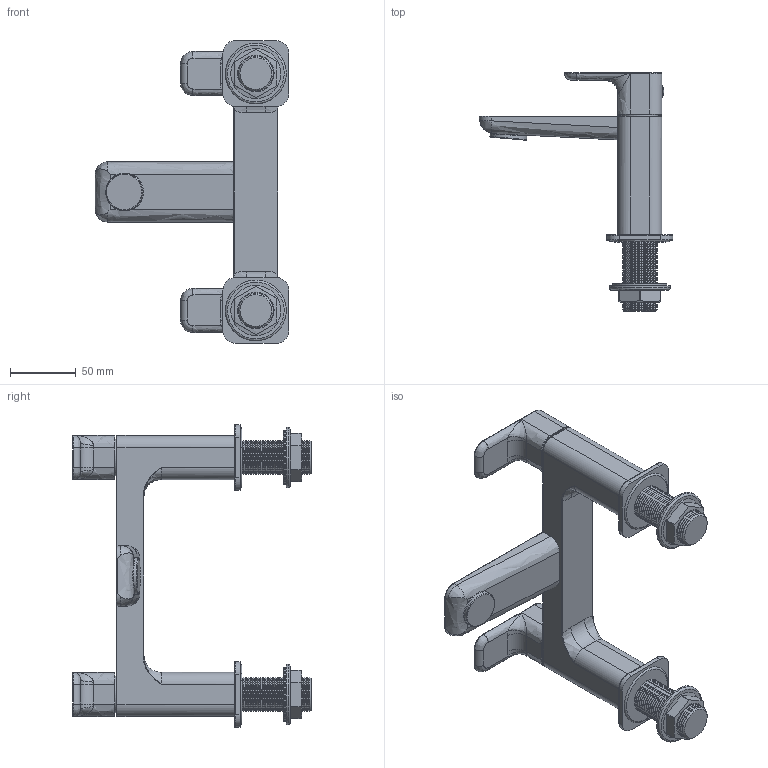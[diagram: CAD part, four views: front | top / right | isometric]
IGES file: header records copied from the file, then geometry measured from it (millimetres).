
Global section: file name: 102022; native system: AutoCAD 2016 - English; preprocessor: Autodesk Translation Framework DWG producer (atf_dwg_producer); organization: unknown; date: 20180528.170013; units: millimetre
Bounding box: 147 x 181 x 230 mm (x, y, z)
Volume: 541461.3 mm3; surface area: 116052.5 mm2
Topology: 19 solids, 19 shells, 470 faces, 1232 edges, 794 vertices
Faces by surface type: bspline 470
